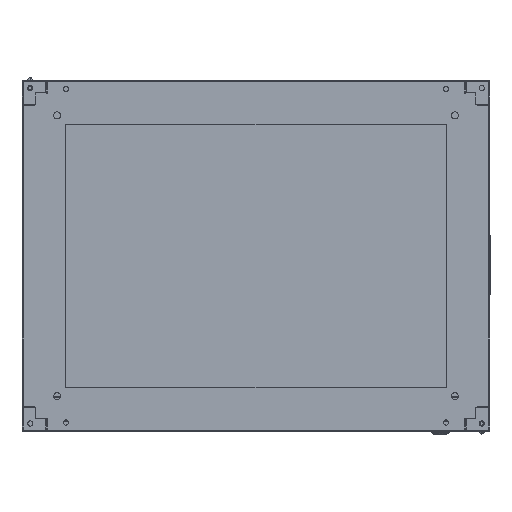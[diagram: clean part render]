
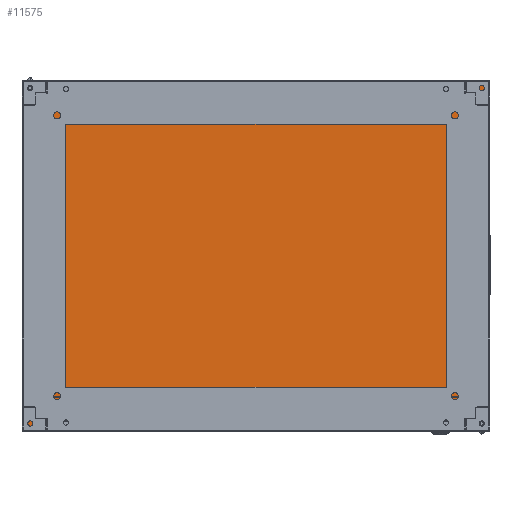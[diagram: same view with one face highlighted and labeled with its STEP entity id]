
A CAD part, front view. The second image highlights one B-rep face of the part: STEP entity #11575.
In plain terms, the highlighted face is planar.
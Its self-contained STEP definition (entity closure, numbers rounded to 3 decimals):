
#105 = EDGE_CURVE ( 'NONE', #37709, #43543, #3675, .T. ) ;
#741 = CIRCLE ( 'NONE', #15109, 4.5 ) ;
#945 = CARTESIAN_POINT ( 'NONE',  ( 12., 584.7, 0. ) ) ;
#1205 = DIRECTION ( 'NONE',  ( 0., -1., 0. ) ) ;
#1306 = ORIENTED_EDGE ( 'NONE', *, *, #34946, .T. ) ;
#1344 = CARTESIAN_POINT ( 'NONE',  ( 796., 0., 0. ) ) ;
#1796 = VECTOR ( 'NONE', #28563, 1000. ) ;
#2006 = VERTEX_POINT ( 'NONE', #41716 ) ;
#2249 = EDGE_LOOP ( 'NONE', ( #2959, #44462 ) ) ;
#2254 = CARTESIAN_POINT ( 'NONE',  ( 0., 0., 0. ) ) ;
#2476 = DIRECTION ( 'NONE',  ( -1., 0., 0. ) ) ;
#2742 = DIRECTION ( 'NONE',  ( 0., -1., 0. ) ) ;
#2743 = DIRECTION ( 'NONE',  ( -1., 0., 0. ) ) ;
#2932 = EDGE_CURVE ( 'NONE', #11664, #2006, #37300, .T. ) ;
#2959 = ORIENTED_EDGE ( 'NONE', *, *, #6765, .T. ) ;
#3014 = DIRECTION ( 'NONE',  ( 0., 1., 0. ) ) ;
#3675 = LINE ( 'NONE', #34262, #31225 ) ;
#3839 = CARTESIAN_POINT ( 'NONE',  ( 0., 0., 0. ) ) ;
#3862 = EDGE_CURVE ( 'NONE', #34404, #31111, #15604, .T. ) ;
#4607 = CARTESIAN_POINT ( 'NONE',  ( 779.5, 11.3, 0. ) ) ;
#4995 = ORIENTED_EDGE ( 'NONE', *, *, #17066, .T. ) ;
#5999 = EDGE_CURVE ( 'NONE', #26690, #37709, #29978, .T. ) ;
#6079 = FACE_BOUND ( 'NONE', #2249, .T. ) ;
#6765 = EDGE_CURVE ( 'NONE', #22687, #37536, #13967, .T. ) ;
#7068 = CARTESIAN_POINT ( 'NONE',  ( 16.5, 584.7, 0. ) ) ;
#7299 = VECTOR ( 'NONE', #2743, 1000. ) ;
#7579 = ORIENTED_EDGE ( 'NONE', *, *, #24623, .T. ) ;
#8859 = DIRECTION ( 'NONE',  ( 1., 0., 0. ) ) ;
#10296 = CARTESIAN_POINT ( 'NONE',  ( 0., 596., 0. ) ) ;
#10940 = ORIENTED_EDGE ( 'NONE', *, *, #37654, .T. ) ;
#11575 = ADVANCED_FACE ( 'NONE', ( #6079, #19783, #33499 ), #33052, .F. ) ;
#11664 = VERTEX_POINT ( 'NONE', #28225 ) ;
#11725 = LINE ( 'NONE', #32380, #1796 ) ;
#12415 = CARTESIAN_POINT ( 'NONE',  ( 7.5, 584.7, 0. ) ) ;
#12855 = CARTESIAN_POINT ( 'NONE',  ( 796., 596., 0. ) ) ;
#12986 = VERTEX_POINT ( 'NONE', #39816 ) ;
#13159 = VERTEX_POINT ( 'NONE', #37978 ) ;
#13587 = ORIENTED_EDGE ( 'NONE', *, *, #14085, .T. ) ;
#13741 = CARTESIAN_POINT ( 'NONE',  ( 0., 0., 0. ) ) ;
#13967 = CIRCLE ( 'NONE', #17549, 4.5 ) ;
#14085 = EDGE_CURVE ( 'NONE', #43543, #34404, #18320, .T. ) ;
#14793 = EDGE_CURVE ( 'NONE', #37536, #22687, #38713, .T. ) ;
#14854 = LINE ( 'NONE', #42729, #36719 ) ;
#15109 = AXIS2_PLACEMENT_3D ( 'NONE', #37154, #26579, #22790 ) ;
#15604 = LINE ( 'NONE', #29293, #23464 ) ;
#16896 = EDGE_CURVE ( 'NONE', #35420, #26690, #21374, .T. ) ;
#17066 = EDGE_CURVE ( 'NONE', #31111, #32082, #11725, .T. ) ;
#17549 = AXIS2_PLACEMENT_3D ( 'NONE', #21348, #35267, #35496 ) ;
#17983 = CARTESIAN_POINT ( 'NONE',  ( 755., 596., 0. ) ) ;
#18320 = LINE ( 'NONE', #32038, #30073 ) ;
#18980 = VECTOR ( 'NONE', #8859, 1000. ) ;
#19779 = DIRECTION ( 'NONE',  ( 0., -1., 0. ) ) ;
#19783 = FACE_BOUND ( 'NONE', #43498, .T. ) ;
#20029 = ORIENTED_EDGE ( 'NONE', *, *, #24357, .T. ) ;
#20062 = EDGE_CURVE ( 'NONE', #13159, #27995, #29052, .T. ) ;
#20657 = CARTESIAN_POINT ( 'NONE',  ( 0., 0., 0. ) ) ;
#20751 = AXIS2_PLACEMENT_3D ( 'NONE', #35396, #25516, #25059 ) ;
#21348 = CARTESIAN_POINT ( 'NONE',  ( 784., 11.3, 0. ) ) ;
#21374 = LINE ( 'NONE', #3839, #28315 ) ;
#21563 = DIRECTION ( 'NONE',  ( 1., 0., 0. ) ) ;
#22099 = ORIENTED_EDGE ( 'NONE', *, *, #3862, .T. ) ;
#22687 = VERTEX_POINT ( 'NONE', #4607 ) ;
#22745 = CARTESIAN_POINT ( 'NONE',  ( 41., 0., 0. ) ) ;
#22790 = DIRECTION ( 'NONE',  ( -1., 0., 0. ) ) ;
#23009 = CARTESIAN_POINT ( 'NONE',  ( 0., 0., 0. ) ) ;
#23054 = CARTESIAN_POINT ( 'NONE',  ( 796., 41., 0. ) ) ;
#23428 = LINE ( 'NONE', #36689, #7299 ) ;
#23464 = VECTOR ( 'NONE', #39637, 1000. ) ;
#24357 = EDGE_CURVE ( 'NONE', #12986, #11664, #42127, .T. ) ;
#24623 = EDGE_CURVE ( 'NONE', #27995, #12986, #30609, .T. ) ;
#25059 = DIRECTION ( 'NONE',  ( -1., 0., 0. ) ) ;
#25210 = CARTESIAN_POINT ( 'NONE',  ( 0., 596., 0. ) ) ;
#25310 = CARTESIAN_POINT ( 'NONE',  ( 755., 0., 0. ) ) ;
#25516 = DIRECTION ( 'NONE',  ( 0., 0., -1. ) ) ;
#25760 = ORIENTED_EDGE ( 'NONE', *, *, #16896, .T. ) ;
#26272 = ORIENTED_EDGE ( 'NONE', *, *, #5999, .T. ) ;
#26579 = DIRECTION ( 'NONE',  ( 0., 0., -1. ) ) ;
#26690 = VERTEX_POINT ( 'NONE', #25310 ) ;
#27909 = DIRECTION ( 'NONE',  ( 0., 0., -1. ) ) ;
#27995 = VERTEX_POINT ( 'NONE', #10296 ) ;
#28225 = CARTESIAN_POINT ( 'NONE',  ( 0., 41., 0. ) ) ;
#28315 = VECTOR ( 'NONE', #31488, 1000. ) ;
#28563 = DIRECTION ( 'NONE',  ( -1., 0., 0. ) ) ;
#28993 = EDGE_CURVE ( 'NONE', #34779, #29159, #44372, .T. ) ;
#29052 = LINE ( 'NONE', #25210, #33924 ) ;
#29159 = VERTEX_POINT ( 'NONE', #12415 ) ;
#29293 = CARTESIAN_POINT ( 'NONE',  ( 796., 0., 0. ) ) ;
#29978 = LINE ( 'NONE', #23009, #18980 ) ;
#30073 = VECTOR ( 'NONE', #38998, 1000. ) ;
#30310 = AXIS2_PLACEMENT_3D ( 'NONE', #2254, #36868, #2476 ) ;
#30609 = LINE ( 'NONE', #13741, #35529 ) ;
#30774 = EDGE_LOOP ( 'NONE', ( #7579, #20029, #35007, #10940, #25760, #26272, #38505, #13587, #22099, #4995, #33294, #33153 ) ) ;
#31111 = VERTEX_POINT ( 'NONE', #12855 ) ;
#31225 = VECTOR ( 'NONE', #3014, 1000. ) ;
#31488 = DIRECTION ( 'NONE',  ( 1., 0., 0. ) ) ;
#31995 = CARTESIAN_POINT ( 'NONE',  ( 0., 0., 0. ) ) ;
#32038 = CARTESIAN_POINT ( 'NONE',  ( 796., 0., 0. ) ) ;
#32082 = VERTEX_POINT ( 'NONE', #17983 ) ;
#32380 = CARTESIAN_POINT ( 'NONE',  ( 0., 596., 0. ) ) ;
#32735 = ORIENTED_EDGE ( 'NONE', *, *, #28993, .T. ) ;
#33052 = PLANE ( 'NONE',  #30310 ) ;
#33153 = ORIENTED_EDGE ( 'NONE', *, *, #20062, .T. ) ;
#33171 = CARTESIAN_POINT ( 'NONE',  ( 796., 555., 0. ) ) ;
#33294 = ORIENTED_EDGE ( 'NONE', *, *, #39771, .T. ) ;
#33499 = FACE_OUTER_BOUND ( 'NONE', #30774, .T. ) ;
#33924 = VECTOR ( 'NONE', #43216, 1000. ) ;
#34262 = CARTESIAN_POINT ( 'NONE',  ( 796., 0., 0. ) ) ;
#34404 = VERTEX_POINT ( 'NONE', #33171 ) ;
#34779 = VERTEX_POINT ( 'NONE', #7068 ) ;
#34946 = EDGE_CURVE ( 'NONE', #29159, #34779, #741, .T. ) ;
#35007 = ORIENTED_EDGE ( 'NONE', *, *, #2932, .T. ) ;
#35267 = DIRECTION ( 'NONE',  ( 0., 0., -1. ) ) ;
#35396 = CARTESIAN_POINT ( 'NONE',  ( 784., 11.3, 0. ) ) ;
#35420 = VERTEX_POINT ( 'NONE', #22745 ) ;
#35496 = DIRECTION ( 'NONE',  ( -1., 0., 0. ) ) ;
#35529 = VECTOR ( 'NONE', #2742, 1000. ) ;
#36218 = VECTOR ( 'NONE', #1205, 1000. ) ;
#36434 = AXIS2_PLACEMENT_3D ( 'NONE', #945, #27909, #38722 ) ;
#36689 = CARTESIAN_POINT ( 'NONE',  ( 0., 596., 0. ) ) ;
#36719 = VECTOR ( 'NONE', #21563, 1000. ) ;
#36868 = DIRECTION ( 'NONE',  ( 0., 0., -1. ) ) ;
#37154 = CARTESIAN_POINT ( 'NONE',  ( 12., 584.7, 0. ) ) ;
#37300 = LINE ( 'NONE', #20657, #39926 ) ;
#37536 = VERTEX_POINT ( 'NONE', #37549 ) ;
#37549 = CARTESIAN_POINT ( 'NONE',  ( 788.5, 11.3, 0. ) ) ;
#37654 = EDGE_CURVE ( 'NONE', #2006, #35420, #14854, .T. ) ;
#37709 = VERTEX_POINT ( 'NONE', #1344 ) ;
#37978 = CARTESIAN_POINT ( 'NONE',  ( 41., 596., 0. ) ) ;
#38505 = ORIENTED_EDGE ( 'NONE', *, *, #105, .T. ) ;
#38713 = CIRCLE ( 'NONE', #20751, 4.5 ) ;
#38722 = DIRECTION ( 'NONE',  ( -1., 0., 0. ) ) ;
#38998 = DIRECTION ( 'NONE',  ( 0., 1., 0. ) ) ;
#39637 = DIRECTION ( 'NONE',  ( 0., 1., 0. ) ) ;
#39771 = EDGE_CURVE ( 'NONE', #32082, #13159, #23428, .T. ) ;
#39816 = CARTESIAN_POINT ( 'NONE',  ( 0., 555., 0. ) ) ;
#39926 = VECTOR ( 'NONE', #19779, 1000. ) ;
#41716 = CARTESIAN_POINT ( 'NONE',  ( 0., 0., 0. ) ) ;
#42127 = LINE ( 'NONE', #31995, #36218 ) ;
#42729 = CARTESIAN_POINT ( 'NONE',  ( 0., 0., 0. ) ) ;
#43216 = DIRECTION ( 'NONE',  ( -1., 0., 0. ) ) ;
#43498 = EDGE_LOOP ( 'NONE', ( #1306, #32735 ) ) ;
#43543 = VERTEX_POINT ( 'NONE', #23054 ) ;
#44372 = CIRCLE ( 'NONE', #36434, 4.5 ) ;
#44462 = ORIENTED_EDGE ( 'NONE', *, *, #14793, .T. ) ;
